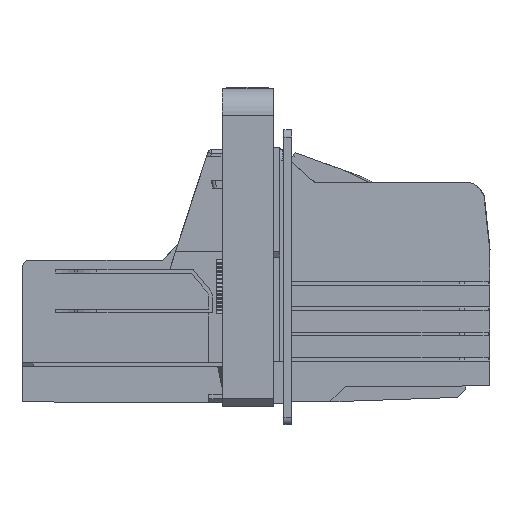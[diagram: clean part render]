
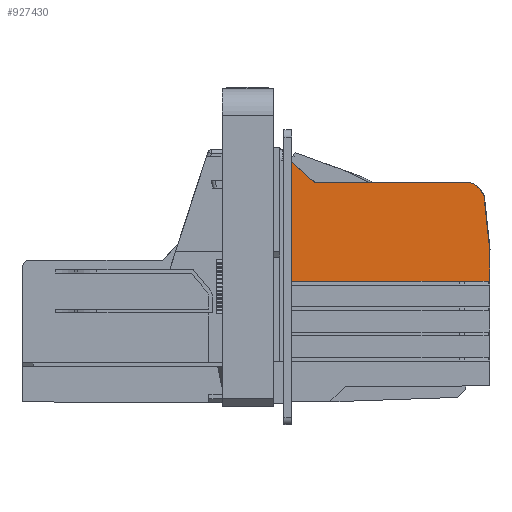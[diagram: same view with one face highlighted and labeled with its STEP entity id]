
A CAD part, left-side view. The second image highlights one B-rep face of the part: STEP entity #927430.
In plain terms, the highlighted face is planar.
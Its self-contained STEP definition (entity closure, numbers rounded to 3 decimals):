
#84220=CARTESIAN_POINT('',(84.67,59.247,
103.348));
#84230=VERTEX_POINT('',#84220);
#84260=CARTESIAN_POINT('',(84.058,49.092,
103.5));
#84270=DIRECTION('',(-0.06,-0.998,
0.015));
#84280=VECTOR('',#84270,1.);
#84290=LINE('',#84260,#84280);
#84300=CARTESIAN_POINT('',(85.052,65.58,
103.252));
#84310=VERTEX_POINT('',#84300);
#84320=EDGE_CURVE('',#84310,#84230,#84290,.T.);
#86490=CARTESIAN_POINT('',(35.709,92.932,
103.065));
#86500=VERTEX_POINT('',#86490);
#86530=CARTESIAN_POINT('',(33.28,52.643,
103.671));
#86540=DIRECTION('',(0.06,0.998,
-0.015));
#86550=VECTOR('',#86540,1.);
#86560=LINE('',#86530,#86550);
#86570=CARTESIAN_POINT('',(33.863,62.311,
103.525));
#86580=VERTEX_POINT('',#86570);
#86590=EDGE_CURVE('',#86580,#86500,#86560,.T.);
#224040=CARTESIAN_POINT('',(69.557,60.159,
103.4));
#224050=DIRECTION('',(-0.998,0.06,
0.003));
#224060=VECTOR('',#224050,1.);
#224070=LINE('',#224040,#224060);
#224080=EDGE_CURVE('',#84230,#86580,#224070,.T.);
#303020=CARTESIAN_POINT('',(69.455,58.699,
103.422));
#303030=DIRECTION('',(-0.702,0.712,
-0.007));
#303040=VECTOR('',#303030,1.);
#303050=LINE('',#303020,#303040);
#303060=CARTESIAN_POINT('',(41.085,87.479,
103.122));
#303070=VERTEX_POINT('',#303060);
#303080=EDGE_CURVE('',#303070,#86500,#303050,.T.);
#303470=CARTESIAN_POINT('',(41.737,87.182,
103.123));
#303480=VERTEX_POINT('',#303470);
#303510=CARTESIAN_POINT('',(41.797,88.181,
103.108));
#303520=DIRECTION('',(0.004,0.015,
1.));
#303530=DIRECTION('',(0.285,0.958,
-0.015));
#303540=AXIS2_PLACEMENT_3D('',#303510,#303520,#303530);
#303550=ELLIPSE('',#303540,1.,1.);
#303560=EDGE_CURVE('',#303070,#303480,#303550,.T.);
#304230=CARTESIAN_POINT('',(80.354,79.394,
103.069));
#304240=DIRECTION('',(0.004,0.015,
1.));
#304250=DIRECTION('',(0.432,0.902,
-0.015));
#304260=AXIS2_PLACEMENT_3D('',#304230,#304240,#304250);
#304270=ELLIPSE('',#304260,5.451,5.45);
#304280=CARTESIAN_POINT('',(81.035,84.801,
102.986));
#304290=VERTEX_POINT('',#304280);
#304300=CARTESIAN_POINT('',(80.682,84.834,
102.987));
#304310=VERTEX_POINT('',#304300);
#304320=EDGE_CURVE('',#304290,#304310,#304270,.T.);
#305380=CARTESIAN_POINT('',(85.949,48.96,
103.494));
#305390=DIRECTION('',(0.047,-0.999,
0.015));
#305400=VECTOR('',#305390,1.);
#305410=LINE('',#305380,#305400);
#305420=CARTESIAN_POINT('',(84.453,80.962,
103.028));
#305430=VERTEX_POINT('',#305420);
#305440=CARTESIAN_POINT('',(85.088,67.37,
103.226));
#305450=VERTEX_POINT('',#305440);
#305460=EDGE_CURVE('',#305430,#305450,#305410,.T.);
#307120=CARTESIAN_POINT('',(71.322,85.398,
103.02));
#307130=DIRECTION('',(0.998,-0.06,
-0.003));
#307140=VECTOR('',#307130,1.);
#307150=LINE('',#307120,#307140);
#307160=EDGE_CURVE('',#303480,#304310,#307150,.T.);
#308700=CARTESIAN_POINT('',(84.453,80.962,
103.028));
#308710=CARTESIAN_POINT('',(84.314,81.541,
103.02));
#308720=CARTESIAN_POINT('',(84.08,82.094,
103.013));
#308730=CARTESIAN_POINT('',(83.443,83.102,
103.001));
#308740=CARTESIAN_POINT('',(83.044,83.55,
102.996));
#308750=CARTESIAN_POINT('',(82.116,84.299,
102.989));
#308760=CARTESIAN_POINT('',(81.594,84.595,
102.987));
#308770=CARTESIAN_POINT('',(81.035,84.801,
102.986));
#308780=B_SPLINE_CURVE_WITH_KNOTS('',3,(#308700,#308710,#308720,#308730,
#308740,#308750,#308760,#308770),.UNSPECIFIED.,.F.,.F.,(4,2,2,4),(0.,1.,
2.,3.),.UNSPECIFIED.);
#308790=EDGE_CURVE('',#305430,#304290,#308780,.T.);
#927130=CARTESIAN_POINT('',(85.062,65.736,
103.25));
#927140=DIRECTION('',(0.004,0.015,
1.));
#927150=DIRECTION('',(0.06,0.998,
-0.015));
#927160=AXIS2_PLACEMENT_3D('',#927130,#927140,#927150);
#927170=PLANE('',#927160);
#927180=ORIENTED_EDGE('',*,*,#305460,.F.);
#927190=CARTESIAN_POINT('',(83.986,49.097,
103.5));
#927200=DIRECTION('',(-0.06,-0.998,
0.015));
#927210=VECTOR('',#927200,1.);
#927220=LINE('',#927190,#927210);
#927230=CARTESIAN_POINT('',(84.962,65.274,
103.257));
#927240=VERTEX_POINT('',#927230);
#927250=EDGE_CURVE('',#305450,#927240,#927220,.T.);
#927260=ORIENTED_EDGE('',*,*,#927250,.F.);
#927270=CARTESIAN_POINT('',(80.259,49.358,
103.513));
#927280=DIRECTION('',(0.283,0.959,
-0.015));
#927290=VECTOR('',#927280,1.);
#927300=LINE('',#927270,#927290);
#927310=EDGE_CURVE('',#927240,#84310,#927300,.T.);
#927320=ORIENTED_EDGE('',*,*,#927310,.F.);
#927330=ORIENTED_EDGE('',*,*,#84320,.F.);
#927340=ORIENTED_EDGE('',*,*,#224080,.F.);
#927350=ORIENTED_EDGE('',*,*,#86590,.F.);
#927360=ORIENTED_EDGE('',*,*,#303080,.T.);
#927370=ORIENTED_EDGE('',*,*,#303560,.F.);
#927380=ORIENTED_EDGE('',*,*,#307160,.F.);
#927390=ORIENTED_EDGE('',*,*,#304320,.T.);
#927400=ORIENTED_EDGE('',*,*,#308790,.T.);
#927410=EDGE_LOOP('',(#927400,#927390,#927380,#927370,#927360,#927350,
#927340,#927330,#927320,#927260,#927180));
#927420=FACE_OUTER_BOUND('',#927410,.T.);
#927430=ADVANCED_FACE('',(#927420),#927170,.T.);
